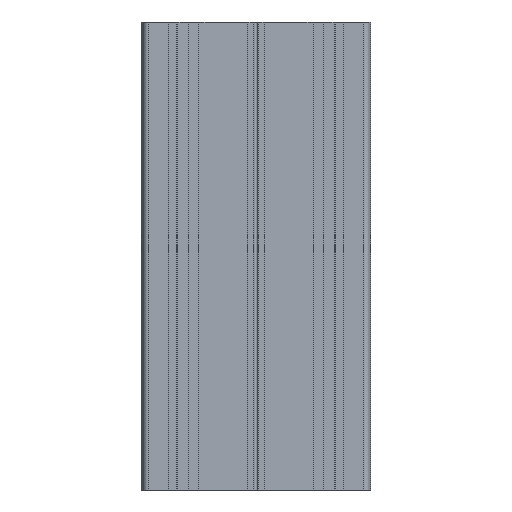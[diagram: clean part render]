
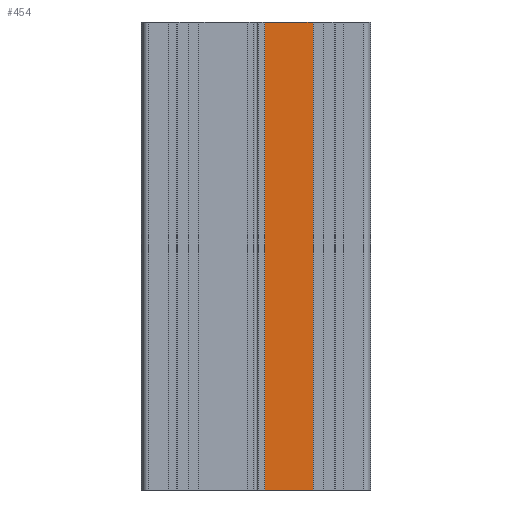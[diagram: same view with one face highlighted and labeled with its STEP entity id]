
A CAD part, front view. The second image highlights one B-rep face of the part: STEP entity #454.
In plain terms, the highlighted planar face has unit normal (0, -1, 0).
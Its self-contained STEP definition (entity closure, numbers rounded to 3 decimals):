
#454=ADVANCED_FACE('',(#2070),#2072,.T.);
#2070=FACE_BOUND('',#2071,.T.);
#2071=EDGE_LOOP('',(#3614,#3615,#3616,#3617));
#2072=PLANE('',#2073);
#2073=AXIS2_PLACEMENT_3D('',#2074,#2075,#2076);
#2074=CARTESIAN_POINT('',(3.3,0.8,0.));
#2075=DIRECTION('',(0.,-1.,0.));
#2076=DIRECTION('',(1.,0.,0.));
#3614=ORIENTED_EDGE('',*,*,#4230,.T.);
#3615=ORIENTED_EDGE('',*,*,#4602,.T.);
#3616=ORIENTED_EDGE('',*,*,#4519,.F.);
#3617=ORIENTED_EDGE('',*,*,#4603,.F.);
#4230=EDGE_CURVE('',#4827,#4825,#4828,.T.);
#4519=EDGE_CURVE('',#5403,#5405,#5406,.T.);
#4602=EDGE_CURVE('',#4825,#5405,#5530,.T.);
#4603=EDGE_CURVE('',#4827,#5403,#5531,.T.);
#4825=VERTEX_POINT('',#5849);
#4827=VERTEX_POINT('',#5853);
#4828=LINE('',#5854,#5855);
#5403=VERTEX_POINT('',#7138);
#5405=VERTEX_POINT('',#7143);
#5406=LINE('',#7144,#7145);
#5530=LINE('',#7454,#7455);
#5531=LINE('',#7457,#7458);
#5849=CARTESIAN_POINT('',(30.5,0.8,0.));
#5853=CARTESIAN_POINT('',(3.3,0.8,0.));
#5854=CARTESIAN_POINT('',(3.3,0.8,0.));
#5855=VECTOR('',#5856,1.);
#5856=DIRECTION('',(1.,0.,0.));
#7138=CARTESIAN_POINT('',(3.3,0.8,250.));
#7143=CARTESIAN_POINT('',(30.5,0.8,250.));
#7144=CARTESIAN_POINT('',(3.3,0.8,250.));
#7145=VECTOR('',#7146,1.);
#7146=DIRECTION('',(1.,0.,0.));
#7454=CARTESIAN_POINT('',(30.5,0.8,0.));
#7455=VECTOR('',#7456,1.);
#7456=DIRECTION('',(0.,0.,1.));
#7457=CARTESIAN_POINT('',(3.3,0.8,0.));
#7458=VECTOR('',#7459,1.);
#7459=DIRECTION('',(0.,0.,1.));
